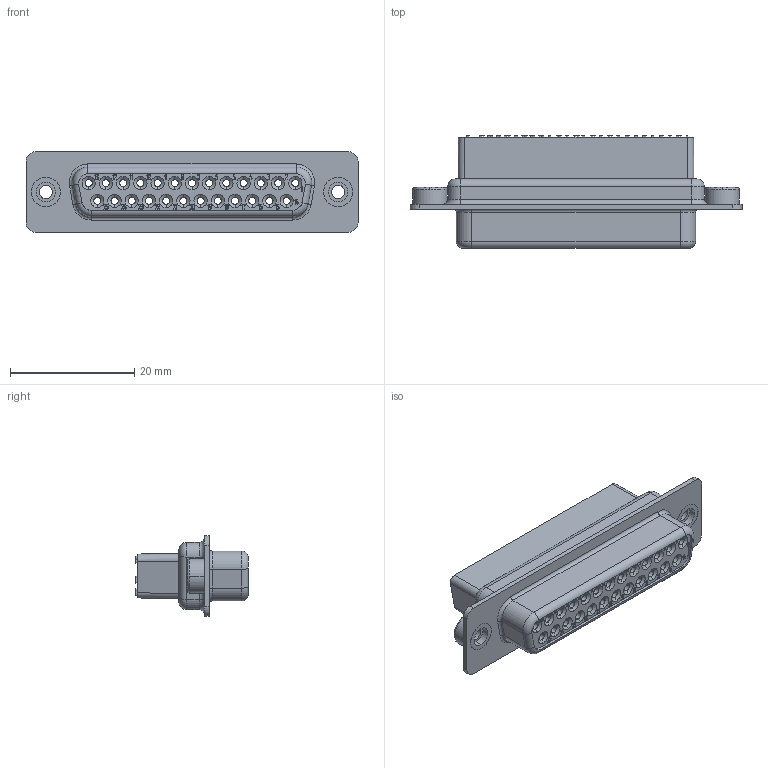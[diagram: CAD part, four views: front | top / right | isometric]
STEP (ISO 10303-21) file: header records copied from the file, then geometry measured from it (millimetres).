
FILE_DESCRIPTION(('Creo Elements/Direct Modeling STEP Export'),'2;1');
FILE_NAME('model.stp','2019-03-22T21:08:20',(''),(''),'Creo Elements/Direct Modeling STEP processor for AP214 (Solid Model)','Creo Elements/Direct Modeling 20.1A 29-Sep-2018 (C) Parametric Technology GmbH','');
FILE_SCHEMA(('AUTOMOTIVE_DESIGN { 1 0 10303 214 1 1 1 1 }'));
Products named in the file (2): VS-25-BU-DSUB-CD-G
Assembly tree (1 placements, depth 2):
  VS-25-BU-DSUB-CD-G
    VS-25-BU-DSUB-CD-G
Bounding box: 53.42 x 18.15 x 12.93 mm (x, y, z)
Volume: 5140.7 mm3; surface area: 4947.6 mm2
Topology: 1 solids, 1 shells, 2250 faces, 6336 edges, 4223 vertices
Faces by surface type: plane 1758, cylinder 348, extrusion 70, cone 54, torus 20
Entity records: 90324 total; most frequent: CARTESIAN_POINT 14361, ORIENTED_EDGE 12672, DIRECTION 10961, EDGE_CURVE 6336, VECTOR 5393, LINE 5323, VERTEX_POINT 4223, AXIS2_PLACEMENT_3D 2784
